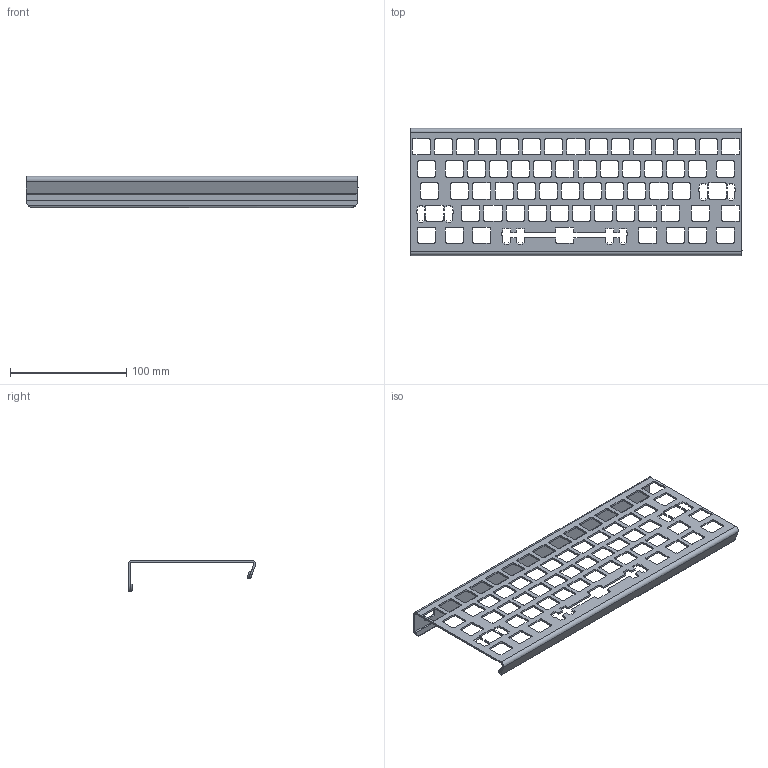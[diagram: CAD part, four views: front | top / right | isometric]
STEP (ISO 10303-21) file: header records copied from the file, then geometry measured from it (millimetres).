
FILE_DESCRIPTION (( 'STEP AP203' ), '1' );
FILE_NAME ('infinity-case-hhkb3-layout.STEP', '2015-02-23T04:31:35', ( 'brandon' ), ( '' ), 'SwSTEP 2.0', 'SolidWorks 2013', '' );
FILE_SCHEMA (( 'CONFIG_CONTROL_DESIGN' ));
Length unit declared in the file: inch
Products named in the file (1): infinity-case-hhkb3-layout
Bounding box: 285.75 x 109.61 x 26.99 mm (x, y, z)
Volume: 49084 mm3; surface area: 69893.7 mm2
Topology: 1 solids, 1 shells, 946 faces, 2834 edges, 1890 vertices
Faces by surface type: plane 928, cylinder 18
Entity records: 31763 total; most frequent: CARTESIAN_POINT 5901, ORIENTED_EDGE 5668, DIRECTION 4746, EDGE_CURVE 2834, VECTOR 2788, LINE 2788, VERTEX_POINT 1890, EDGE_LOOP 1074
